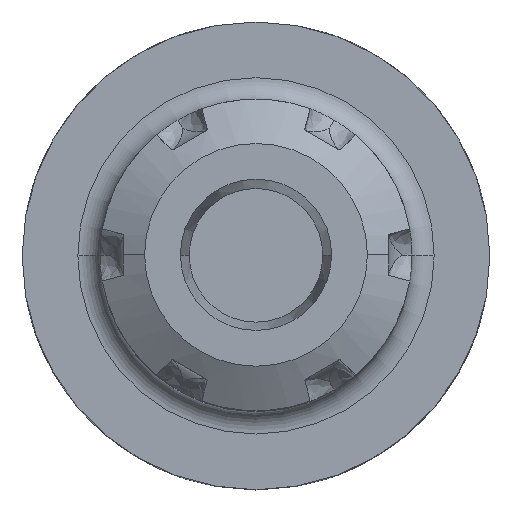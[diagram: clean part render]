
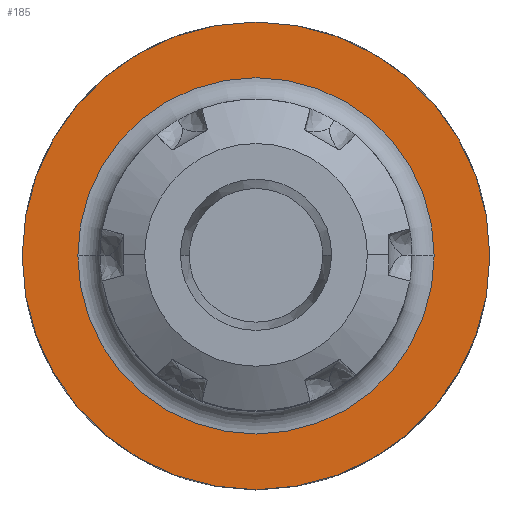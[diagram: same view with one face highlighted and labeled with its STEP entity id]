
A CAD part, top view. The second image highlights one B-rep face of the part: STEP entity #185.
In plain terms, the highlighted planar face has unit normal (0, 0, 1).
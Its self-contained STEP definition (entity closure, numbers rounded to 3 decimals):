
#9 = CARTESIAN_POINT ( 'NONE',  ( 0., 0., 22. ) ) ;
#185 = ADVANCED_FACE ( 'NONE', ( #6638, #6058 ), #4470, .F. ) ;
#620 = DIRECTION ( 'NONE',  ( 1., 0., 0. ) ) ;
#957 = EDGE_CURVE ( 'NONE', #1784, #6734, #5144, .T. ) ;
#1265 = ORIENTED_EDGE ( 'NONE', *, *, #6191, .T. ) ;
#1336 = CIRCLE ( 'NONE', #5868, 24. ) ;
#1619 = AXIS2_PLACEMENT_3D ( 'NONE', #5790, #2075, #6407 ) ;
#1784 = VERTEX_POINT ( 'NONE', #7104 ) ;
#2016 = CARTESIAN_POINT ( 'NONE',  ( 0., 0., 22. ) ) ;
#2075 = DIRECTION ( 'NONE',  ( 0., 0., 1. ) ) ;
#2110 = CARTESIAN_POINT ( 'NONE',  ( 24., 0., 22. ) ) ;
#2261 = DIRECTION ( 'NONE',  ( 0., 0., -1. ) ) ;
#2414 = CARTESIAN_POINT ( 'NONE',  ( 0., 0., 22. ) ) ;
#2480 = EDGE_CURVE ( 'NONE', #6545, #2513, #3768, .T. ) ;
#2513 = VERTEX_POINT ( 'NONE', #2691 ) ;
#2691 = CARTESIAN_POINT ( 'NONE',  ( 31.5, 0., 22. ) ) ;
#2762 = DIRECTION ( 'NONE',  ( 0., 0., -1. ) ) ;
#3152 = CARTESIAN_POINT ( 'NONE',  ( -31.5, 0., 22. ) ) ;
#3342 = AXIS2_PLACEMENT_3D ( 'NONE', #2016, #7528, #5273 ) ;
#3768 = CIRCLE ( 'NONE', #6844, 31.5 ) ;
#3847 = EDGE_CURVE ( 'NONE', #2513, #6545, #4249, .T. ) ;
#4249 = CIRCLE ( 'NONE', #1619, 31.5 ) ;
#4280 = EDGE_LOOP ( 'NONE', ( #4580, #1265 ) ) ;
#4470 = PLANE ( 'NONE',  #3342 ) ;
#4580 = ORIENTED_EDGE ( 'NONE', *, *, #957, .T. ) ;
#4846 = ORIENTED_EDGE ( 'NONE', *, *, #2480, .T. ) ;
#5144 = CIRCLE ( 'NONE', #7778, 24. ) ;
#5273 = DIRECTION ( 'NONE',  ( -1., 0., 0. ) ) ;
#5790 = CARTESIAN_POINT ( 'NONE',  ( 0., 0., 22. ) ) ;
#5868 = AXIS2_PLACEMENT_3D ( 'NONE', #5981, #2261, #6608 ) ;
#5981 = CARTESIAN_POINT ( 'NONE',  ( 0., 0., 22. ) ) ;
#6058 = FACE_OUTER_BOUND ( 'NONE', #6523, .T. ) ;
#6191 = EDGE_CURVE ( 'NONE', #6734, #1784, #1336, .T. ) ;
#6407 = DIRECTION ( 'NONE',  ( 1., 0., 0. ) ) ;
#6523 = EDGE_LOOP ( 'NONE', ( #6625, #4846 ) ) ;
#6545 = VERTEX_POINT ( 'NONE', #3152 ) ;
#6551 = DIRECTION ( 'NONE',  ( 0., 0., 1. ) ) ;
#6608 = DIRECTION ( 'NONE',  ( -1., 0., 0. ) ) ;
#6625 = ORIENTED_EDGE ( 'NONE', *, *, #3847, .T. ) ;
#6638 = FACE_BOUND ( 'NONE', #4280, .T. ) ;
#6734 = VERTEX_POINT ( 'NONE', #2110 ) ;
#6844 = AXIS2_PLACEMENT_3D ( 'NONE', #9, #6551, #620 ) ;
#7043 = DIRECTION ( 'NONE',  ( -1., 0., 0. ) ) ;
#7104 = CARTESIAN_POINT ( 'NONE',  ( -24., 0., 22. ) ) ;
#7528 = DIRECTION ( 'NONE',  ( 0., 0., -1. ) ) ;
#7778 = AXIS2_PLACEMENT_3D ( 'NONE', #2414, #2762, #7043 ) ;
